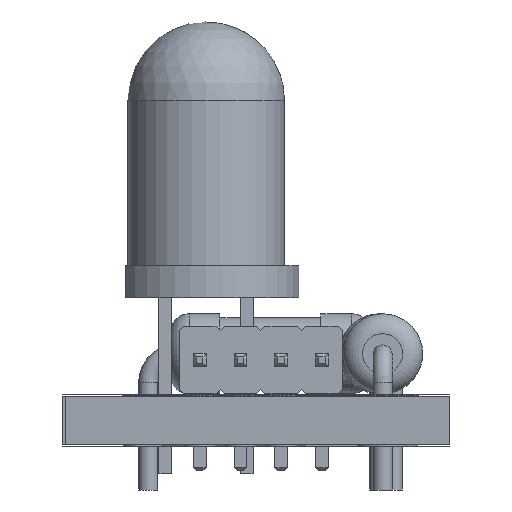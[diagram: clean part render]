
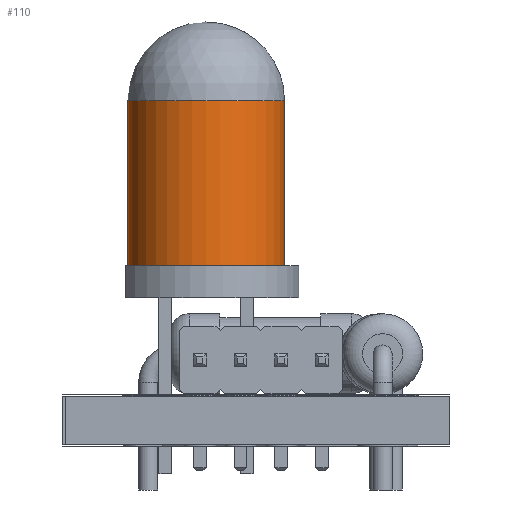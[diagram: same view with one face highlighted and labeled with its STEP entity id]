
A CAD part, front view. The second image highlights one B-rep face of the part: STEP entity #110.
In plain terms, the highlighted cylindrical face has radius 2.45 mm (diameter 4.9 mm), a full revolution.
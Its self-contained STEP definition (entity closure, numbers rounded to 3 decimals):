
#88 = VERTEX_POINT('',#89);
#89 = CARTESIAN_POINT('',(3.72,0.,9.15));
#99 = EDGE_CURVE('',#88,#88,#100,.T.);
#100 = CIRCLE('',#101,2.45);
#101 = AXIS2_PLACEMENT_3D('',#102,#103,#104);
#102 = CARTESIAN_POINT('',(1.27,0.,9.15));
#103 = DIRECTION('',(0.,0.,-1.));
#104 = DIRECTION('',(1.,0.,0.));
#110 = ADVANCED_FACE('',(#111),#130,.T.);
#111 = FACE_BOUND('',#112,.T.);
#112 = EDGE_LOOP('',(#113,#121,#122,#123));
#113 = ORIENTED_EDGE('',*,*,#114,.F.);
#114 = EDGE_CURVE('',#88,#115,#117,.T.);
#115 = VERTEX_POINT('',#116);
#116 = CARTESIAN_POINT('',(3.72,0.,4.));
#117 = LINE('',#118,#119);
#118 = CARTESIAN_POINT('',(3.72,0.,9.15));
#119 = VECTOR('',#120,1.);
#120 = DIRECTION('',(0.,0.,-1.));
#121 = ORIENTED_EDGE('',*,*,#99,.T.);
#122 = ORIENTED_EDGE('',*,*,#114,.T.);
#123 = ORIENTED_EDGE('',*,*,#124,.F.);
#124 = EDGE_CURVE('',#115,#115,#125,.T.);
#125 = CIRCLE('',#126,2.45);
#126 = AXIS2_PLACEMENT_3D('',#127,#128,#129);
#127 = CARTESIAN_POINT('',(1.27,0.,4.));
#128 = DIRECTION('',(0.,0.,-1.));
#129 = DIRECTION('',(1.,0.,0.));
#130 = CYLINDRICAL_SURFACE('',#131,2.45);
#131 = AXIS2_PLACEMENT_3D('',#132,#133,#134);
#132 = CARTESIAN_POINT('',(1.27,0.,9.15));
#133 = DIRECTION('',(0.,0.,-1.));
#134 = DIRECTION('',(1.,0.,0.));
